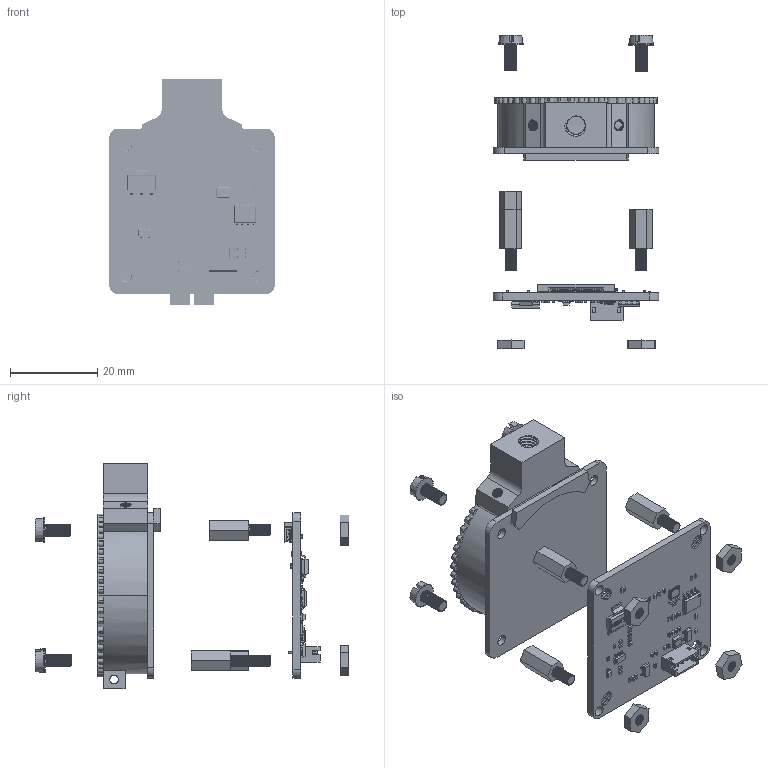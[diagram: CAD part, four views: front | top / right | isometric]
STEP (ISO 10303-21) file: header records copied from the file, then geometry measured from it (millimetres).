
FILE_DESCRIPTION (( 'STEP AP214' ), '1' );
FILE_NAME ('杨蕊（装配体）.STEP', '2020-12-02T05:22:01', ( '' ), ( '' ), 'SwSTEP 2.0', 'SolidWorks 2020', '' );
FILE_SCHEMA (( 'AUTOMOTIVE_DESIGN' ));
Length unit declared in the file: millimetre
Products named in the file (6): 1Raspberry Pi HQ Camera.step; 杨蕊（装配体）; 攝韓翐; UC-733; 攝韓蹟佪; 攝韓蹟譫
Assembly tree (14 placements, depth 2):
  杨蕊（装配体）
    1Raspberry Pi HQ Camera.step
    攝韓翐  x4
    攝韓蹟譫  x4
    攝韓蹟佪  x4
    UC-733
Bounding box: 38 x 72.09 x 51.8 mm (x, y, z)
Volume: 17203.7 mm3; surface area: 16609.4 mm2
Topology: 172 solids, 172 shells, 3696 faces, 9648 edges, 6303 vertices
Faces by surface type: plane 2682, cylinder 919, bspline 79, cone 8, sphere 8
Full cylindrical faces by diameter (mm): 2.076 x12, 2.58 x8, 4.234 x2, 5.12 x4, 22.152 x6
Entity records: 146996 total; most frequent: CARTESIAN_POINT 34893, ORIENTED_EDGE 17132, DIRECTION 15395, EDGE_CURVE 8566, LINE 7037, VECTOR 7037, VERTEX_POINT 5613, AXIS2_PLACEMENT_3D 4179
